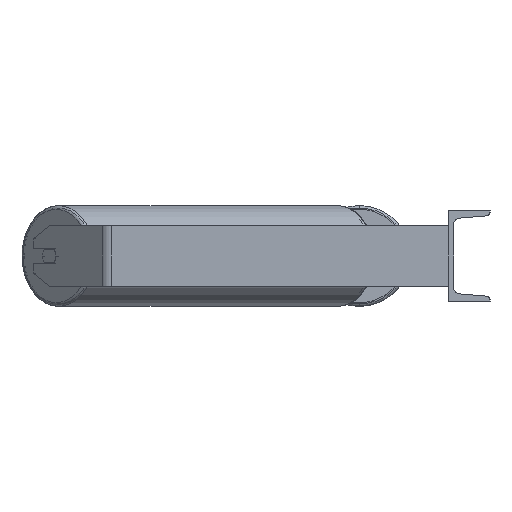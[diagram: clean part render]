
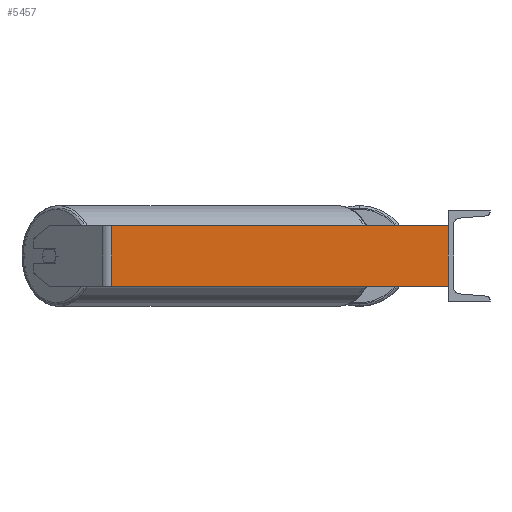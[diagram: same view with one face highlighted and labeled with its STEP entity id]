
A CAD part, left-side view. The second image highlights one B-rep face of the part: STEP entity #5457.
In plain terms, the highlighted planar face has unit normal (-1, 0, 0).
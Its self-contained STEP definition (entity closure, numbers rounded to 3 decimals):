
#294 = CARTESIAN_POINT ( 'NONE',  ( -785., 0., 40. ) ) ;
#942 = ORIENTED_EDGE ( 'NONE', *, *, #6345, .T. ) ;
#1159 = VECTOR ( 'NONE', #8617, 1000. ) ;
#1529 = VERTEX_POINT ( 'NONE', #7669 ) ;
#1532 = VERTEX_POINT ( 'NONE', #3342 ) ;
#1533 = EDGE_CURVE ( 'NONE', #6784, #1532, #4143, .T. ) ;
#1536 = LINE ( 'NONE', #294, #1159 ) ;
#1552 = DIRECTION ( 'NONE',  ( 1., 0., 0. ) ) ;
#2255 = EDGE_LOOP ( 'NONE', ( #7934, #6564, #3653, #942 ) ) ;
#2363 = VECTOR ( 'NONE', #5636, 1000. ) ;
#3260 = EDGE_CURVE ( 'NONE', #1532, #1529, #1536, .T. ) ;
#3342 = CARTESIAN_POINT ( 'NONE',  ( -785., 0., 40. ) ) ;
#3653 = ORIENTED_EDGE ( 'NONE', *, *, #1533, .F. ) ;
#3764 = CARTESIAN_POINT ( 'NONE',  ( -785., 444.575, -40. ) ) ;
#3916 = CARTESIAN_POINT ( 'NONE',  ( -785., 451.202, -40. ) ) ;
#4048 = DIRECTION ( 'NONE',  ( 0., -1., 0. ) ) ;
#4143 = LINE ( 'NONE', #6269, #7510 ) ;
#4147 = CARTESIAN_POINT ( 'NONE',  ( -785., 444.575, 40. ) ) ;
#4228 = AXIS2_PLACEMENT_3D ( 'NONE', #4398, #1552, #7185 ) ;
#4269 = CARTESIAN_POINT ( 'NONE',  ( -785., 444.575, 40. ) ) ;
#4398 = CARTESIAN_POINT ( 'NONE',  ( -785., 451.202, 40. ) ) ;
#5029 = DIRECTION ( 'NONE',  ( 0., -1., 0. ) ) ;
#5457 = ADVANCED_FACE ( 'NONE', ( #7820 ), #6390, .F. ) ;
#5501 = LINE ( 'NONE', #3916, #7518 ) ;
#5636 = DIRECTION ( 'NONE',  ( 0., 0., -1. ) ) ;
#6269 = CARTESIAN_POINT ( 'NONE',  ( -785., 451.202, 40. ) ) ;
#6275 = LINE ( 'NONE', #4147, #2363 ) ;
#6345 = EDGE_CURVE ( 'NONE', #6784, #7777, #6275, .T. ) ;
#6390 = PLANE ( 'NONE',  #4228 ) ;
#6564 = ORIENTED_EDGE ( 'NONE', *, *, #3260, .F. ) ;
#6784 = VERTEX_POINT ( 'NONE', #4269 ) ;
#7185 = DIRECTION ( 'NONE',  ( 0., 1., 0. ) ) ;
#7432 = EDGE_CURVE ( 'NONE', #7777, #1529, #5501, .T. ) ;
#7510 = VECTOR ( 'NONE', #5029, 1000. ) ;
#7518 = VECTOR ( 'NONE', #4048, 1000. ) ;
#7669 = CARTESIAN_POINT ( 'NONE',  ( -785., 0., -40. ) ) ;
#7777 = VERTEX_POINT ( 'NONE', #3764 ) ;
#7820 = FACE_OUTER_BOUND ( 'NONE', #2255, .T. ) ;
#7934 = ORIENTED_EDGE ( 'NONE', *, *, #7432, .T. ) ;
#8617 = DIRECTION ( 'NONE',  ( 0., 0., -1. ) ) ;
